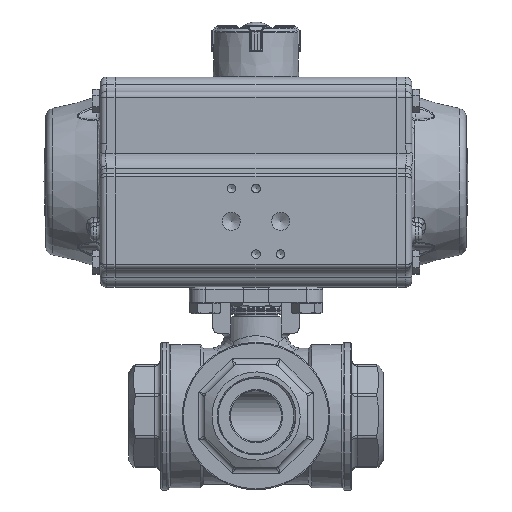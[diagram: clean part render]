
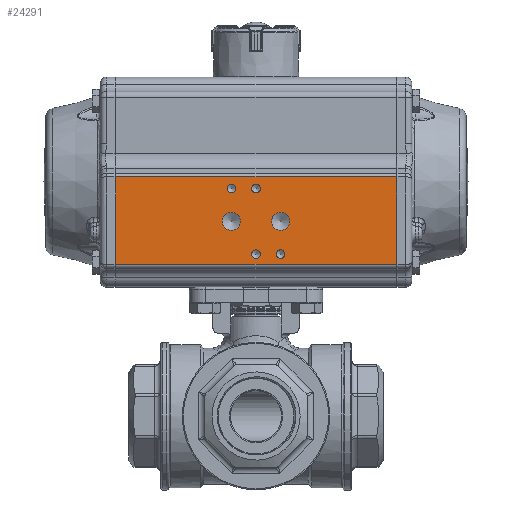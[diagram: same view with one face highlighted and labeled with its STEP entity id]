
A CAD part, top view. The second image highlights one B-rep face of the part: STEP entity #24291.
In plain terms, the highlighted face is planar.
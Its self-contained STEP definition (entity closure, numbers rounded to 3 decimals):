
#2501=CIRCLE('',#26070,2.1);
#2503=CIRCLE('',#26074,2.1);
#2505=CIRCLE('',#26078,2.1);
#2507=CIRCLE('',#26082,2.1);
#2509=CIRCLE('',#26086,4.4);
#2511=CIRCLE('',#26090,4.4);
#9092=ORIENTED_EDGE('',*,*,#12953,.T.);
#9093=ORIENTED_EDGE('',*,*,#13021,.F.);
#9094=ORIENTED_EDGE('',*,*,#12959,.F.);
#9095=ORIENTED_EDGE('',*,*,#13022,.T.);
#9096=ORIENTED_EDGE('',*,*,#12571,.F.);
#9097=ORIENTED_EDGE('',*,*,#12569,.F.);
#9098=ORIENTED_EDGE('',*,*,#12567,.F.);
#9099=ORIENTED_EDGE('',*,*,#12565,.F.);
#9100=ORIENTED_EDGE('',*,*,#12563,.F.);
#9101=ORIENTED_EDGE('',*,*,#12561,.F.);
#12561=EDGE_CURVE('',#15160,#15160,#2501,.T.);
#12563=EDGE_CURVE('',#15163,#15163,#2503,.T.);
#12565=EDGE_CURVE('',#15166,#15166,#2505,.T.);
#12567=EDGE_CURVE('',#15169,#15169,#2507,.T.);
#12569=EDGE_CURVE('',#15172,#15172,#2509,.T.);
#12571=EDGE_CURVE('',#15175,#15175,#2511,.T.);
#12953=EDGE_CURVE('',#15441,#15440,#17140,.T.);
#12959=EDGE_CURVE('',#15446,#15447,#17143,.T.);
#13021=EDGE_CURVE('',#15447,#15440,#17179,.T.);
#13022=EDGE_CURVE('',#15446,#15441,#17180,.T.);
#15160=VERTEX_POINT('',#70283);
#15163=VERTEX_POINT('',#70290);
#15166=VERTEX_POINT('',#70297);
#15169=VERTEX_POINT('',#70304);
#15172=VERTEX_POINT('',#70311);
#15175=VERTEX_POINT('',#70318);
#15440=VERTEX_POINT('',#73054);
#15441=VERTEX_POINT('',#73056);
#15446=VERTEX_POINT('',#73067);
#15447=VERTEX_POINT('',#73069);
#17140=LINE('',#73055,#18832);
#17143=LINE('',#73068,#18835);
#17179=LINE('',#73190,#18871);
#17180=LINE('',#73192,#18872);
#18832=VECTOR('',#31727,1000.);
#18835=VECTOR('',#31738,1000.);
#18871=VECTOR('',#31862,1000.);
#18872=VECTOR('',#31865,1000.);
#20544=EDGE_LOOP('',(#9092,#9093,#9094,#9095));
#20545=EDGE_LOOP('',(#9096));
#20546=EDGE_LOOP('',(#9097));
#20547=EDGE_LOOP('',(#9098));
#20548=EDGE_LOOP('',(#9099));
#20549=EDGE_LOOP('',(#9100));
#20550=EDGE_LOOP('',(#9101));
#22273=FACE_BOUND('',#20544,.T.);
#22274=FACE_BOUND('',#20545,.T.);
#22275=FACE_BOUND('',#20546,.T.);
#22276=FACE_BOUND('',#20547,.T.);
#22277=FACE_BOUND('',#20548,.T.);
#22278=FACE_BOUND('',#20549,.T.);
#22279=FACE_BOUND('',#20550,.T.);
#22949=PLANE('',#26484);
#24291=ADVANCED_FACE('',(#22273,#22274,#22275,#22276,#22277,#22278,#22279),
#22949,.F.);
#26070=AXIS2_PLACEMENT_3D('',#70282,#30875,#30876);
#26074=AXIS2_PLACEMENT_3D('',#70289,#30883,#30884);
#26078=AXIS2_PLACEMENT_3D('',#70296,#30891,#30892);
#26082=AXIS2_PLACEMENT_3D('',#70303,#30899,#30900);
#26086=AXIS2_PLACEMENT_3D('',#70310,#30907,#30908);
#26090=AXIS2_PLACEMENT_3D('',#70317,#30915,#30916);
#26484=AXIS2_PLACEMENT_3D('',#73191,#31863,#31864);
#30875=DIRECTION('',(-1.,0.,0.));
#30876=DIRECTION('',(0.,0.,1.));
#30883=DIRECTION('',(-1.,0.,0.));
#30884=DIRECTION('',(0.,0.,1.));
#30891=DIRECTION('',(-1.,0.,0.));
#30892=DIRECTION('',(0.,0.,1.));
#30899=DIRECTION('',(-1.,0.,0.));
#30900=DIRECTION('',(0.,0.,1.));
#30907=DIRECTION('',(-1.,0.,0.));
#30908=DIRECTION('',(0.,0.,1.));
#30915=DIRECTION('',(-1.,0.,0.));
#30916=DIRECTION('',(0.,0.,1.));
#31727=DIRECTION('',(0.,-1.,0.));
#31738=DIRECTION('',(0.,-1.,0.));
#31862=DIRECTION('',(0.,0.,-1.));
#31863=DIRECTION('',(1.,0.,0.));
#31864=DIRECTION('',(0.,0.,1.));
#31865=DIRECTION('',(0.,0.,-1.));
#70282=CARTESIAN_POINT('',(-53.5,-35.5,12.));
#70283=CARTESIAN_POINT('',(-53.5,-35.5,14.1));
#70289=CARTESIAN_POINT('',(-53.5,-35.5,0.));
#70290=CARTESIAN_POINT('',(-53.5,-35.5,2.1));
#70296=CARTESIAN_POINT('',(-53.5,-3.5,0.));
#70297=CARTESIAN_POINT('',(-53.5,-3.5,2.1));
#70303=CARTESIAN_POINT('',(-53.5,-3.5,-12.));
#70304=CARTESIAN_POINT('',(-53.5,-3.5,-9.9));
#70310=CARTESIAN_POINT('',(-53.5,-19.5,12.));
#70311=CARTESIAN_POINT('',(-53.5,-19.5,16.4));
#70317=CARTESIAN_POINT('',(-53.5,-19.5,-12.));
#70318=CARTESIAN_POINT('',(-53.5,-19.5,-7.6));
#73054=CARTESIAN_POINT('',(-53.5,-40.5,-68.5));
#73055=CARTESIAN_POINT('',(-53.5,2.212,-68.5));
#73056=CARTESIAN_POINT('',(-53.5,2.212,-68.5));
#73067=CARTESIAN_POINT('',(-53.5,2.212,68.5));
#73068=CARTESIAN_POINT('',(-53.5,2.212,68.5));
#73069=CARTESIAN_POINT('',(-53.5,-40.5,68.5));
#73190=CARTESIAN_POINT('',(-53.5,-40.5,68.5));
#73191=CARTESIAN_POINT('',(-53.5,2.212,68.5));
#73192=CARTESIAN_POINT('',(-53.5,2.212,68.5));
